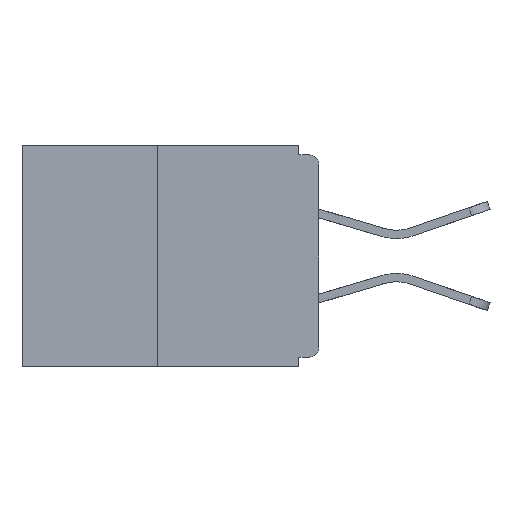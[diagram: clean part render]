
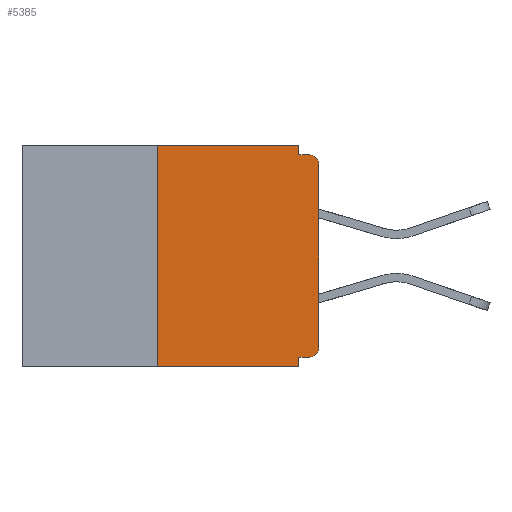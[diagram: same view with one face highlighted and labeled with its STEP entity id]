
A CAD part, left-side view. The second image highlights one B-rep face of the part: STEP entity #5385.
In plain terms, the highlighted planar face has unit normal (-1, 0, 0).
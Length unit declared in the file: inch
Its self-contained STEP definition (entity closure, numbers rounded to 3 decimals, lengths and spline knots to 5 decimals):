
#206 = VERTEX_POINT ( 'NONE', #13094 ) ;
#571 = PLANE ( 'NONE',  #7699 ) ;
#661 = VECTOR ( 'NONE', #13761, 39.37008 ) ;
#666 = ORIENTED_EDGE ( 'NONE', *, *, #16588, .F. ) ;
#1070 = EDGE_CURVE ( 'NONE', #14483, #3662, #15073, .T. ) ;
#1114 = CARTESIAN_POINT ( 'NONE',  ( 0., 0.25, -0.343 ) ) ;
#1476 = DIRECTION ( 'NONE',  ( 0., -1., 0. ) ) ;
#1567 = EDGE_CURVE ( 'NONE', #3148, #2921, #13618, .T. ) ;
#2160 = EDGE_CURVE ( 'NONE', #206, #14091, #8980, .T. ) ;
#2326 = LINE ( 'NONE', #7418, #3193 ) ;
#2921 = VERTEX_POINT ( 'NONE', #5936 ) ;
#3089 = CARTESIAN_POINT ( 'NONE',  ( 0., 0.46, 0. ) ) ;
#3117 = CIRCLE ( 'NONE', #12826, 0.015 ) ;
#3148 = VERTEX_POINT ( 'NONE', #9652 ) ;
#3193 = VECTOR ( 'NONE', #11634, 39.37008 ) ;
#3508 = LINE ( 'NONE', #9279, #6632 ) ;
#3662 = VERTEX_POINT ( 'NONE', #8394 ) ;
#3719 = VERTEX_POINT ( 'NONE', #14074 ) ;
#3850 = LINE ( 'NONE', #10605, #15711 ) ;
#4142 = EDGE_CURVE ( 'NONE', #3719, #2921, #3117, .T. ) ;
#4514 = CARTESIAN_POINT ( 'NONE',  ( 0., 0., -0.015 ) ) ;
#4762 = CARTESIAN_POINT ( 'NONE',  ( 0., 0., -0.328 ) ) ;
#4769 = LINE ( 'NONE', #15389, #9970 ) ;
#5172 = ORIENTED_EDGE ( 'NONE', *, *, #16741, .F. ) ;
#5385 = ADVANCED_FACE ( 'NONE', ( #12194 ), #571, .F. ) ;
#5451 = VECTOR ( 'NONE', #1476, 39.37008 ) ;
#5509 = CARTESIAN_POINT ( 'NONE',  ( 0., 0.46, 0. ) ) ;
#5595 = VERTEX_POINT ( 'NONE', #1114 ) ;
#5628 = DIRECTION ( 'NONE',  ( 0., 0., -1. ) ) ;
#5936 = CARTESIAN_POINT ( 'NONE',  ( 0., 0.015, -0.015 ) ) ;
#6093 = CIRCLE ( 'NONE', #16111, 0.015 ) ;
#6192 = CARTESIAN_POINT ( 'NONE',  ( 0., 0.015, -0.03 ) ) ;
#6515 = DIRECTION ( 'NONE',  ( 0., 0., -1. ) ) ;
#6546 = EDGE_CURVE ( 'NONE', #14483, #9045, #6093, .T. ) ;
#6551 = VECTOR ( 'NONE', #16872, 39.37008 ) ;
#6632 = VECTOR ( 'NONE', #10595, 39.37008 ) ;
#6732 = DIRECTION ( 'NONE',  ( 0., 1., 0. ) ) ;
#6975 = LINE ( 'NONE', #11549, #6551 ) ;
#7159 = DIRECTION ( 'NONE',  ( 1., 0., 0. ) ) ;
#7418 = CARTESIAN_POINT ( 'NONE',  ( 0., 0.46, -0.343 ) ) ;
#7509 = DIRECTION ( 'NONE',  ( 0., 0., -1. ) ) ;
#7699 = AXIS2_PLACEMENT_3D ( 'NONE', #3089, #7159, #11096 ) ;
#7881 = ORIENTED_EDGE ( 'NONE', *, *, #9175, .T. ) ;
#8278 = CARTESIAN_POINT ( 'NONE',  ( 0., 0.015, -0.313 ) ) ;
#8394 = CARTESIAN_POINT ( 'NONE',  ( 0., 0.031, -0.328 ) ) ;
#8427 = EDGE_LOOP ( 'NONE', ( #14457, #8882, #13084, #5172, #14806, #14719, #7881, #15674, #14744, #666 ) ) ;
#8701 = CARTESIAN_POINT ( 'NONE',  ( 0., 0.031, 0. ) ) ;
#8882 = ORIENTED_EDGE ( 'NONE', *, *, #14354, .F. ) ;
#8980 = LINE ( 'NONE', #5509, #5451 ) ;
#9045 = VERTEX_POINT ( 'NONE', #11395 ) ;
#9175 = EDGE_CURVE ( 'NONE', #9045, #3719, #3508, .T. ) ;
#9279 = CARTESIAN_POINT ( 'NONE',  ( 0., 0., 0. ) ) ;
#9462 = DIRECTION ( 'NONE',  ( -1., 0., 0. ) ) ;
#9652 = CARTESIAN_POINT ( 'NONE',  ( 0., 0.031, -0.015 ) ) ;
#9970 = VECTOR ( 'NONE', #13951, 39.37008 ) ;
#10595 = DIRECTION ( 'NONE',  ( 0., 0., 1. ) ) ;
#10605 = CARTESIAN_POINT ( 'NONE',  ( 0., 0.031, 0. ) ) ;
#11096 = DIRECTION ( 'NONE',  ( 0., 0., -1. ) ) ;
#11395 = CARTESIAN_POINT ( 'NONE',  ( 0., 0., -0.313 ) ) ;
#11549 = CARTESIAN_POINT ( 'NONE',  ( 0., 0.031, -0.343 ) ) ;
#11634 = DIRECTION ( 'NONE',  ( 0., -1., 0. ) ) ;
#12046 = EDGE_CURVE ( 'NONE', #5595, #16137, #2326, .T. ) ;
#12194 = FACE_OUTER_BOUND ( 'NONE', #8427, .T. ) ;
#12826 = AXIS2_PLACEMENT_3D ( 'NONE', #6192, #15493, #7509 ) ;
#13084 = ORIENTED_EDGE ( 'NONE', *, *, #12046, .T. ) ;
#13094 = CARTESIAN_POINT ( 'NONE',  ( 0., 0.25, 0. ) ) ;
#13618 = LINE ( 'NONE', #4514, #661 ) ;
#13761 = DIRECTION ( 'NONE',  ( 0., -1., 0. ) ) ;
#13951 = DIRECTION ( 'NONE',  ( 0., 0., 1. ) ) ;
#14074 = CARTESIAN_POINT ( 'NONE',  ( 0., 0., -0.03 ) ) ;
#14091 = VERTEX_POINT ( 'NONE', #8701 ) ;
#14354 = EDGE_CURVE ( 'NONE', #5595, #206, #4769, .T. ) ;
#14457 = ORIENTED_EDGE ( 'NONE', *, *, #2160, .F. ) ;
#14483 = VERTEX_POINT ( 'NONE', #15768 ) ;
#14653 = VECTOR ( 'NONE', #6732, 39.37008 ) ;
#14719 = ORIENTED_EDGE ( 'NONE', *, *, #6546, .T. ) ;
#14744 = ORIENTED_EDGE ( 'NONE', *, *, #1567, .F. ) ;
#14806 = ORIENTED_EDGE ( 'NONE', *, *, #1070, .F. ) ;
#15073 = LINE ( 'NONE', #4762, #14653 ) ;
#15389 = CARTESIAN_POINT ( 'NONE',  ( 0., 0.25, 0. ) ) ;
#15493 = DIRECTION ( 'NONE',  ( -1., 0., 0. ) ) ;
#15674 = ORIENTED_EDGE ( 'NONE', *, *, #4142, .T. ) ;
#15711 = VECTOR ( 'NONE', #6515, 39.37008 ) ;
#15768 = CARTESIAN_POINT ( 'NONE',  ( 0., 0.015, -0.328 ) ) ;
#16111 = AXIS2_PLACEMENT_3D ( 'NONE', #8278, #9462, #5628 ) ;
#16137 = VERTEX_POINT ( 'NONE', #17135 ) ;
#16588 = EDGE_CURVE ( 'NONE', #14091, #3148, #3850, .T. ) ;
#16741 = EDGE_CURVE ( 'NONE', #3662, #16137, #6975, .T. ) ;
#16872 = DIRECTION ( 'NONE',  ( 0., 0., -1. ) ) ;
#17135 = CARTESIAN_POINT ( 'NONE',  ( 0., 0.031, -0.343 ) ) ;
